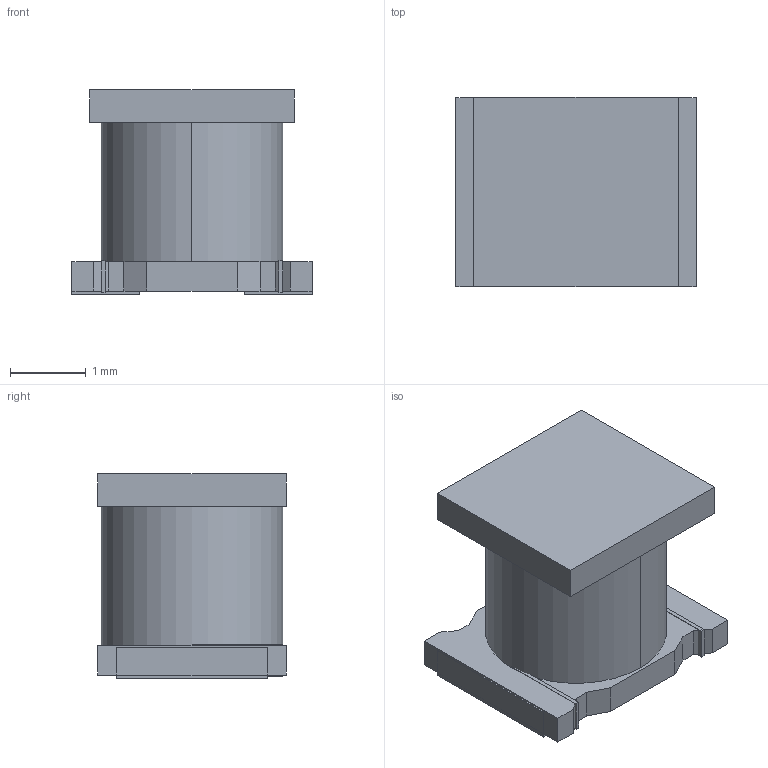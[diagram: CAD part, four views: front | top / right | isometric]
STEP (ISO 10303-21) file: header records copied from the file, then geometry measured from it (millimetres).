
FILE_DESCRIPTION(('FreeCAD Model'),'2;1');
FILE_NAME('342644.2.3.stp','2020-04-16T06:42:48',( 'Author'),(''),'Open CASCADE STEP processor 6.9','FreeCAD','Unknown' );
FILE_SCHEMA(('AUTOMOTIVE_DESIGN { 1 0 10303 214 1 1 1 1 }'));
Length unit declared in the file: millimetre
Products named in the file (8): ASSEMBLY; Rect1; Rect2; Rect3; Rect4; Rect5; Pad0; Pad1
Assembly tree (7 placements, depth 2):
  ASSEMBLY
    Rect1
    Rect2
    Rect3
    Rect4
    Rect5
    Pad0
    Pad1
Bounding box: 3.2 x 2.5 x 2.7 mm (x, y, z)
Volume: 15.7 mm3; surface area: 75 mm2
Topology: 7 solids, 7 shells, 56 faces, 126 edges, 84 vertices
Faces by surface type: plane 54, cylinder 2
Entity records: 3369 total; most frequent: CARTESIAN_POINT 526, DIRECTION 510, LINE 370, VECTOR 370, ORIENTED_EDGE 252, PCURVE 252, DEFINITIONAL_REPRESENTATION 252, EDGE_CURVE 126
